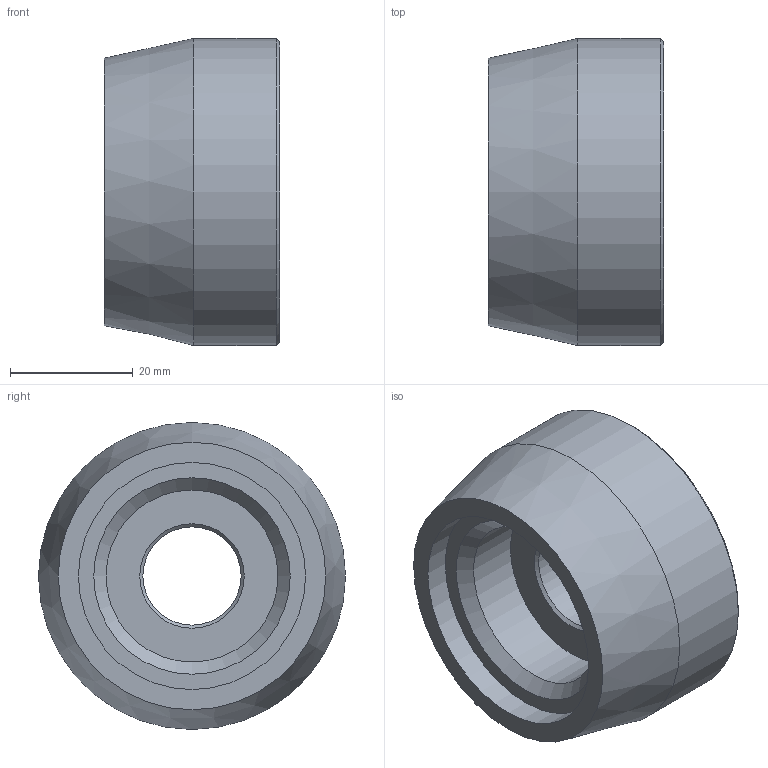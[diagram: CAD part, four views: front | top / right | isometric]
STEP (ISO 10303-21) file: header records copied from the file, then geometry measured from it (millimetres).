
FILE_DESCRIPTION(/* description */ (''),/* implementation_level */ '2;1');
FILE_NAME(/* name */ 'Flywheel.stp',/* time_stamp */ '2024-01-21T07:22:31-05:00',/* author */ ('Nathan Cai'),/* organization */ (''),/* preprocessor_version */ 'ST-DEVELOPER v19.2',/* originating_system */ 'Autodesk Inventor 2023',/* authorisation */ '');
FILE_SCHEMA (('AUTOMOTIVE_DESIGN { 1 0 10303 214 3 1 1 }'));
Length unit declared in the file: millimetre
Products named in the file (1): Flywheel
Bounding box: 28.5 x 50 x 50 mm (x, y, z)
Volume: 25212.5 mm3; surface area: 10386 mm2
Topology: 1 solids, 1 shells, 17 faces, 32 edges, 21 vertices
Faces by surface type: cone 6, plane 6, cylinder 5
Full cylindrical faces by diameter (mm): 16 x1, 24 x1, 28 x1, 37 x1, 50 x1
Entity records: 486 total; most frequent: DIRECTION 89, CARTESIAN_POINT 71, ORIENTED_EDGE 64, AXIS2_PLACEMENT_3D 39, EDGE_CURVE 32, EDGE_LOOP 23, CIRCLE 21, VERTEX_POINT 21
